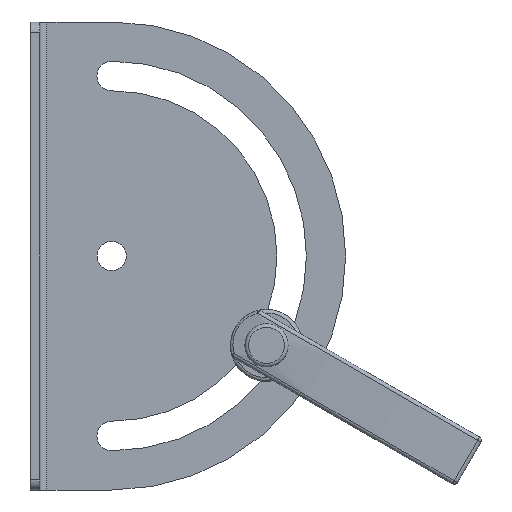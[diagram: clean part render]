
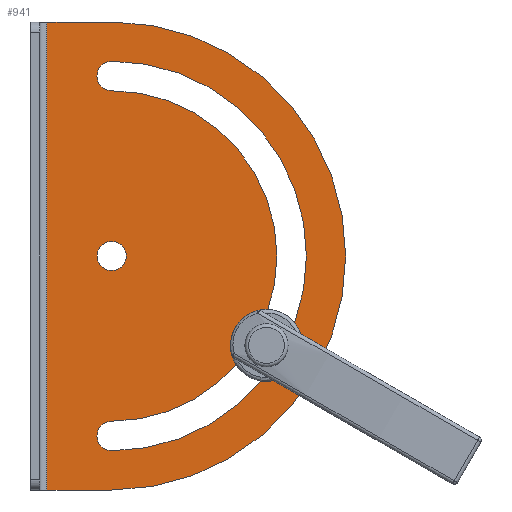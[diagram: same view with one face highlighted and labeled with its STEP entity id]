
A CAD part, front view. The second image highlights one B-rep face of the part: STEP entity #941.
In plain terms, the highlighted face is planar.
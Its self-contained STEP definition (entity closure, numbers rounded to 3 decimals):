
#179=CARTESIAN_POINT('',(-65.0,4.5,2.5));
#180=VERTEX_POINT('',#179);
#188=CARTESIAN_POINT('',(-65.0,22.5,2.5));
#189=VERTEX_POINT('',#188);
#190=CARTESIAN_POINT('',(-65.0,4.5,2.5));
#191=DIRECTION('',(0.0,1.0,0.0));
#192=VECTOR('',#191,18.);
#193=LINE('',#190,#192);
#194=EDGE_CURVE('',#180,#189,#193,.T.);
#341=CARTESIAN_POINT('',(65.0,4.5,2.5));
#342=VERTEX_POINT('',#341);
#350=CARTESIAN_POINT('',(65.,4.5,2.5));
#351=DIRECTION('',(-1.0,0.0,0.0));
#352=VECTOR('',#351,130.0);
#353=LINE('',#350,#352);
#354=EDGE_CURVE('',#342,#180,#353,.T.);
#686=CARTESIAN_POINT('',(4.05,22.5,2.5));
#687=VERTEX_POINT('',#686);
#688=CARTESIAN_POINT('',(0.,22.5,2.5));
#689=DIRECTION('',(0.0,0.0,-1.0));
#690=DIRECTION('',(1.0,0.0,0.0));
#691=AXIS2_PLACEMENT_3D('',#688,#689,#690);
#692=CIRCLE('',#691,4.05);
#693=EDGE_CURVE('',#687,#687,#692,.T.);
#714=CARTESIAN_POINT('',(-45.9,22.5,2.5));
#715=VERTEX_POINT('',#714);
#716=CARTESIAN_POINT('',(-54.1,22.5,2.5));
#717=VERTEX_POINT('',#716);
#718=CARTESIAN_POINT('',(-50.0,22.5,2.5));
#719=DIRECTION('',(0.0,0.0,-1.0));
#720=DIRECTION('',(1.0,0.0,0.0));
#721=AXIS2_PLACEMENT_3D('',#718,#719,#720);
#722=CIRCLE('',#721,4.1);
#723=EDGE_CURVE('',#715,#717,#722,.T.);
#756=CARTESIAN_POINT('',(54.1,22.5,2.5));
#757=VERTEX_POINT('',#756);
#758=CARTESIAN_POINT('',(0.0,22.5,2.5));
#759=DIRECTION('',(0.0,0.0,-1.0));
#760=DIRECTION('',(-1.0,0.0,0.0));
#761=AXIS2_PLACEMENT_3D('',#758,#759,#760);
#762=CIRCLE('',#761,54.1);
#763=EDGE_CURVE('',#717,#757,#762,.T.);
#789=CARTESIAN_POINT('',(45.9,22.5,2.5));
#790=VERTEX_POINT('',#789);
#791=CARTESIAN_POINT('',(50.0,22.5,2.5));
#792=DIRECTION('',(0.0,0.0,-1.0));
#793=DIRECTION('',(1.0,0.0,0.0));
#794=AXIS2_PLACEMENT_3D('',#791,#792,#793);
#795=CIRCLE('',#794,4.1);
#796=EDGE_CURVE('',#757,#790,#795,.T.);
#822=CARTESIAN_POINT('',(0.0,22.5,2.5));
#823=DIRECTION('',(0.0,0.0,1.0));
#824=DIRECTION('',(1.0,0.0,0.0));
#825=AXIS2_PLACEMENT_3D('',#822,#823,#824);
#826=CIRCLE('',#825,45.9);
#827=EDGE_CURVE('',#790,#715,#826,.T.);
#846=CARTESIAN_POINT('',(65.0,22.5,2.5));
#847=VERTEX_POINT('',#846);
#848=CARTESIAN_POINT('',(0.0,22.5,2.5));
#849=DIRECTION('',(0.0,0.0,-1.0));
#850=DIRECTION('',(1.0,0.0,0.0));
#851=AXIS2_PLACEMENT_3D('',#848,#849,#850);
#852=CIRCLE('',#851,65.0);
#853=EDGE_CURVE('',#189,#847,#852,.T.);
#887=CARTESIAN_POINT('',(65.0,22.5,2.5));
#888=DIRECTION('',(0.0,-1.0,0.0));
#889=VECTOR('',#888,18.);
#890=LINE('',#887,#889);
#891=EDGE_CURVE('',#847,#342,#890,.T.);
#921=CARTESIAN_POINT('',(0.,33.542,2.5));
#922=DIRECTION('',(0.0,0.0,1.0));
#923=DIRECTION('',(1.0,0.0,0.0));
#924=AXIS2_PLACEMENT_3D('',#921,#922,#923);
#925=PLANE('',#924);
#926=ORIENTED_EDGE('',*,*,#354,.F.);
#927=ORIENTED_EDGE('',*,*,#891,.F.);
#928=ORIENTED_EDGE('',*,*,#853,.F.);
#929=ORIENTED_EDGE('',*,*,#194,.F.);
#930=EDGE_LOOP('',(#926,#927,#928,#929));
#931=FACE_OUTER_BOUND('',#930,.T.);
#932=ORIENTED_EDGE('',*,*,#693,.T.);
#933=EDGE_LOOP('',(#932));
#934=FACE_BOUND('',#933,.T.);
#935=ORIENTED_EDGE('',*,*,#723,.T.);
#936=ORIENTED_EDGE('',*,*,#763,.T.);
#937=ORIENTED_EDGE('',*,*,#796,.T.);
#938=ORIENTED_EDGE('',*,*,#827,.T.);
#939=EDGE_LOOP('',(#935,#936,#937,#938));
#940=FACE_BOUND('',#939,.T.);
#941=ADVANCED_FACE('',(#931,#934,#940),#925,.T.);
